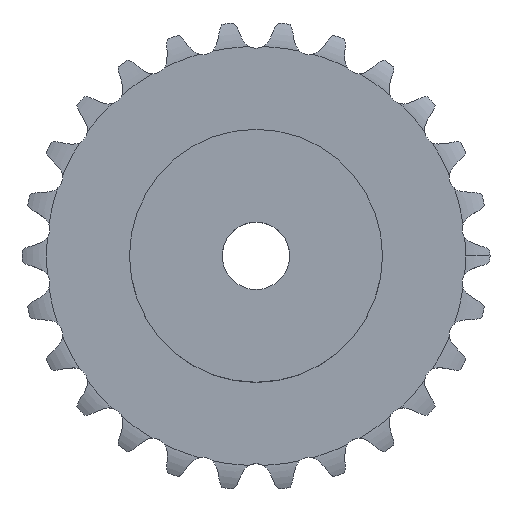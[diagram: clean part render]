
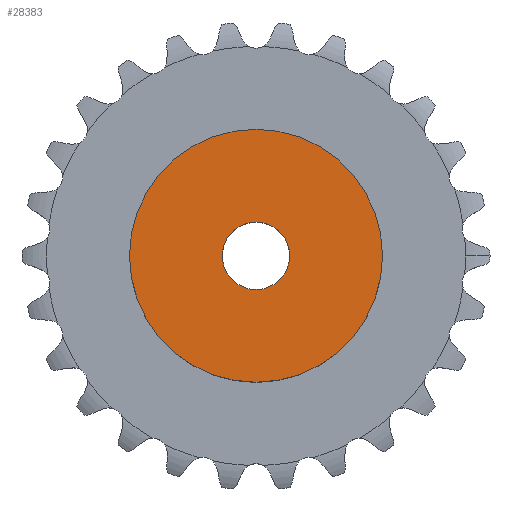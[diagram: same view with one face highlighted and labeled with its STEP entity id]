
A CAD part, top view. The second image highlights one B-rep face of the part: STEP entity #28383.
In plain terms, the highlighted planar face has unit normal (0, 0, 1).
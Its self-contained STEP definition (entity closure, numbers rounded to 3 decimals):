
#3516 = CYLINDRICAL_SURFACE('',#3517,15.);
#3517 = AXIS2_PLACEMENT_3D('',#3518,#3519,#3520);
#3518 = CARTESIAN_POINT('',(0.,0.,0.));
#3519 = DIRECTION('',(-0.,-0.,-1.));
#3520 = DIRECTION('',(1.,0.,0.));
#18112 = VERTEX_POINT('',#18113);
#18113 = CARTESIAN_POINT('',(15.,0.,16.));
#18134 = EDGE_CURVE('',#18112,#18112,#18135,.T.);
#18135 = SURFACE_CURVE('',#18136,(#18141,#18148),.PCURVE_S1.);
#18136 = CIRCLE('',#18137,15.);
#18137 = AXIS2_PLACEMENT_3D('',#18138,#18139,#18140);
#18138 = CARTESIAN_POINT('',(0.,0.,16.));
#18139 = DIRECTION('',(0.,0.,1.));
#18140 = DIRECTION('',(1.,0.,0.));
#18141 = PCURVE('',#3516,#18142);
#18142 = DEFINITIONAL_REPRESENTATION('',(#18143),#18147);
#18143 = LINE('',#18144,#18145);
#18144 = CARTESIAN_POINT('',(-0.,-16.));
#18145 = VECTOR('',#18146,1.);
#18146 = DIRECTION('',(-1.,0.));
#18147 = ( GEOMETRIC_REPRESENTATION_CONTEXT(2) 
PARAMETRIC_REPRESENTATION_CONTEXT() REPRESENTATION_CONTEXT('2D SPACE',''
  ) );
#18148 = PCURVE('',#18149,#18154);
#18149 = PLANE('',#18150);
#18150 = AXIS2_PLACEMENT_3D('',#18151,#18152,#18153);
#18151 = CARTESIAN_POINT('',(0.,0.,16.)
  );
#18152 = DIRECTION('',(0.,0.,1.));
#18153 = DIRECTION('',(1.,0.,0.));
#18154 = DEFINITIONAL_REPRESENTATION('',(#18155),#18159);
#18155 = CIRCLE('',#18156,15.);
#18156 = AXIS2_PLACEMENT_2D('',#18157,#18158);
#18157 = CARTESIAN_POINT('',(0.,0.));
#18158 = DIRECTION('',(1.,0.));
#18159 = ( GEOMETRIC_REPRESENTATION_CONTEXT(2) 
PARAMETRIC_REPRESENTATION_CONTEXT() REPRESENTATION_CONTEXT('2D SPACE',''
  ) );
#24120 = CYLINDRICAL_SURFACE('',#24121,4.);
#24121 = AXIS2_PLACEMENT_3D('',#24122,#24123,#24124);
#24122 = CARTESIAN_POINT('',(0.,0.,85.734));
#24123 = DIRECTION('',(0.,0.,1.));
#24124 = DIRECTION('',(1.,0.,0.));
#28383 = ADVANCED_FACE('',(#28384,#28387),#18149,.T.);
#28384 = FACE_BOUND('',#28385,.T.);
#28385 = EDGE_LOOP('',(#28386));
#28386 = ORIENTED_EDGE('',*,*,#18134,.T.);
#28387 = FACE_BOUND('',#28388,.T.);
#28388 = EDGE_LOOP('',(#28389));
#28389 = ORIENTED_EDGE('',*,*,#28390,.F.);
#28390 = EDGE_CURVE('',#28391,#28391,#28393,.T.);
#28391 = VERTEX_POINT('',#28392);
#28392 = CARTESIAN_POINT('',(4.,0.,16.));
#28393 = SURFACE_CURVE('',#28394,(#28399,#28406),.PCURVE_S1.);
#28394 = CIRCLE('',#28395,4.);
#28395 = AXIS2_PLACEMENT_3D('',#28396,#28397,#28398);
#28396 = CARTESIAN_POINT('',(0.,0.,16.));
#28397 = DIRECTION('',(0.,0.,1.));
#28398 = DIRECTION('',(1.,0.,0.));
#28399 = PCURVE('',#18149,#28400);
#28400 = DEFINITIONAL_REPRESENTATION('',(#28401),#28405);
#28401 = CIRCLE('',#28402,4.);
#28402 = AXIS2_PLACEMENT_2D('',#28403,#28404);
#28403 = CARTESIAN_POINT('',(0.,0.));
#28404 = DIRECTION('',(1.,0.));
#28405 = ( GEOMETRIC_REPRESENTATION_CONTEXT(2) 
PARAMETRIC_REPRESENTATION_CONTEXT() REPRESENTATION_CONTEXT('2D SPACE',''
  ) );
#28406 = PCURVE('',#24120,#28407);
#28407 = DEFINITIONAL_REPRESENTATION('',(#28408),#28412);
#28408 = LINE('',#28409,#28410);
#28409 = CARTESIAN_POINT('',(0.,-69.734));
#28410 = VECTOR('',#28411,1.);
#28411 = DIRECTION('',(1.,0.));
#28412 = ( GEOMETRIC_REPRESENTATION_CONTEXT(2) 
PARAMETRIC_REPRESENTATION_CONTEXT() REPRESENTATION_CONTEXT('2D SPACE',''
  ) );
